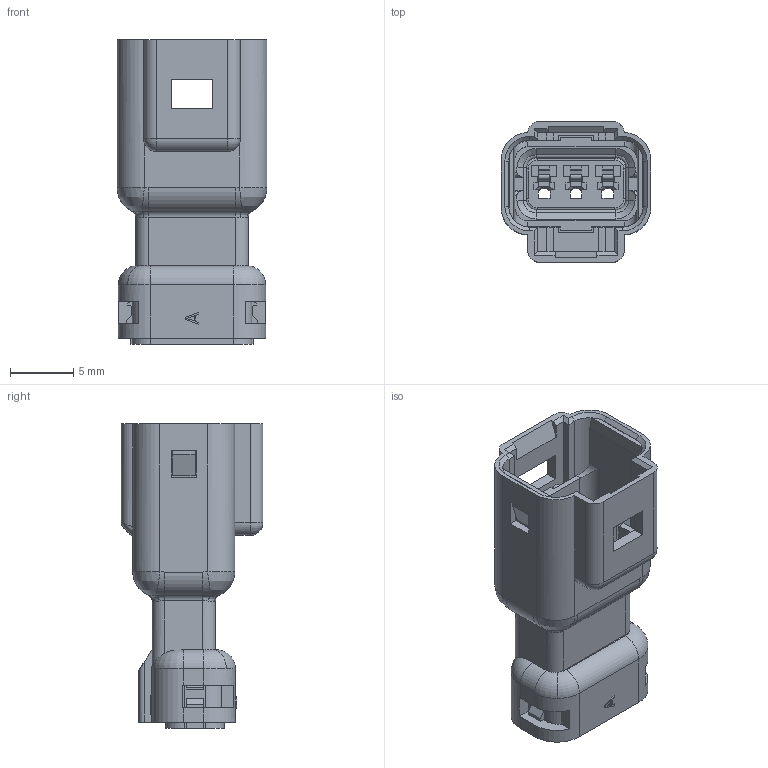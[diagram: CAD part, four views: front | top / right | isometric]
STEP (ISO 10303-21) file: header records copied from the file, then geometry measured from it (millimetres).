
FILE_DESCRIPTION (( 'STEP AP203' ), '1' );
FILE_NAME ('560-003-000-510.STEP', '2020-07-24T15:24:17', ( '' ), ( '' ), 'SwSTEP 2.0', 'SolidWorks 2020', '' );
FILE_SCHEMA (( 'CONFIG_CONTROL_DESIGN' ));
Length unit declared in the file: millimetre
Products named in the file (7): HOUSING-3POS_ORANGE; REAR-GASKET-3POS_YELLOW; INTERNAL-WIRE-SEAL-3POS; REAR-INSULATOR-3POS; FACIAL_SEAL; 560-003-000-510
Assembly tree (6 placements, depth 3):
  560-003-000-510
    560-003-000-510
      HOUSING-3POS_ORANGE
      REAR-INSULATOR-3POS
      REAR-GASKET-3POS_YELLOW
      INTERNAL-WIRE-SEAL-3POS
      FACIAL_SEAL
Bounding box: 11.8 x 11.15 x 23.98 mm (x, y, z)
Volume: 1115.3 mm3; surface area: 2955.5 mm2
Topology: 5 solids, 5 shells, 1007 faces, 2602 edges, 1610 vertices
Faces by surface type: plane 587, cylinder 211, torus 105, cone 76, bspline 26, sphere 2
Entity records: 32741 total; most frequent: CARTESIAN_POINT 7364, ORIENTED_EDGE 5200, DIRECTION 5119, EDGE_CURVE 2600, VECTOR 1837, LINE 1837, AXIS2_PLACEMENT_3D 1641, VERTEX_POINT 1610
